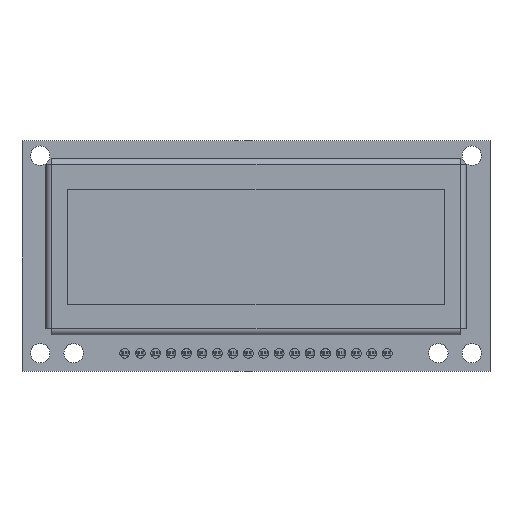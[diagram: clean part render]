
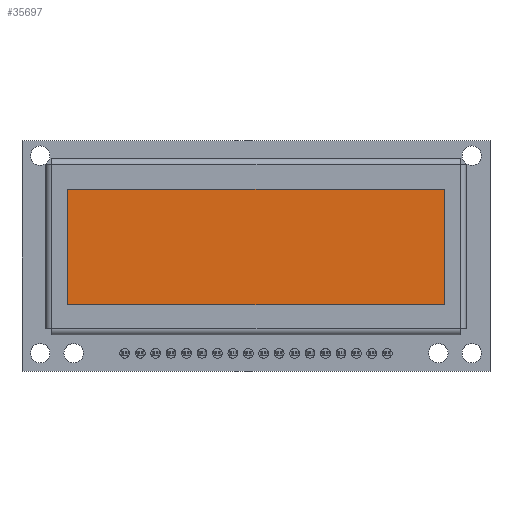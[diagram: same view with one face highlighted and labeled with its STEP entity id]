
A CAD part, top view. The second image highlights one B-rep face of the part: STEP entity #35697.
In plain terms, the highlighted planar face has unit normal (0, 0, 1).
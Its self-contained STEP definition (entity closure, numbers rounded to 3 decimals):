
#35568 = VERTEX_POINT('',#35569);
#35569 = CARTESIAN_POINT('',(-32.5,12.5,8.8));
#35575 = EDGE_CURVE('',#35568,#35576,#35578,.T.);
#35576 = VERTEX_POINT('',#35577);
#35577 = CARTESIAN_POINT('',(32.5,12.5,8.8));
#35578 = LINE('',#35579,#35580);
#35579 = CARTESIAN_POINT('',(-32.5,12.5,8.8));
#35580 = VECTOR('',#35581,1.);
#35581 = DIRECTION('',(1.,0.,0.));
#35606 = EDGE_CURVE('',#35576,#35607,#35609,.T.);
#35607 = VERTEX_POINT('',#35608);
#35608 = CARTESIAN_POINT('',(32.5,-9.5,8.8));
#35609 = LINE('',#35610,#35611);
#35610 = CARTESIAN_POINT('',(32.5,12.5,8.8));
#35611 = VECTOR('',#35612,1.);
#35612 = DIRECTION('',(0.,-1.,0.));
#35637 = EDGE_CURVE('',#35607,#35638,#35640,.T.);
#35638 = VERTEX_POINT('',#35639);
#35639 = CARTESIAN_POINT('',(-32.5,-9.5,8.8));
#35640 = LINE('',#35641,#35642);
#35641 = CARTESIAN_POINT('',(32.5,-9.5,8.8));
#35642 = VECTOR('',#35643,1.);
#35643 = DIRECTION('',(-1.,0.,0.));
#35668 = EDGE_CURVE('',#35638,#35568,#35669,.T.);
#35669 = LINE('',#35670,#35671);
#35670 = CARTESIAN_POINT('',(-32.5,-9.5,8.8));
#35671 = VECTOR('',#35672,1.);
#35672 = DIRECTION('',(0.,1.,0.));
#35697 = ADVANCED_FACE('',(#35698),#35704,.F.);
#35698 = FACE_BOUND('',#35699,.F.);
#35699 = EDGE_LOOP('',(#35700,#35701,#35702,#35703));
#35700 = ORIENTED_EDGE('',*,*,#35575,.T.);
#35701 = ORIENTED_EDGE('',*,*,#35606,.T.);
#35702 = ORIENTED_EDGE('',*,*,#35637,.T.);
#35703 = ORIENTED_EDGE('',*,*,#35668,.T.);
#35704 = PLANE('',#35705);
#35705 = AXIS2_PLACEMENT_3D('',#35706,#35707,#35708);
#35706 = CARTESIAN_POINT('',(0.,1.5,8.8));
#35707 = DIRECTION('',(-0.,-0.,-1.));
#35708 = DIRECTION('',(-1.,0.,0.));
